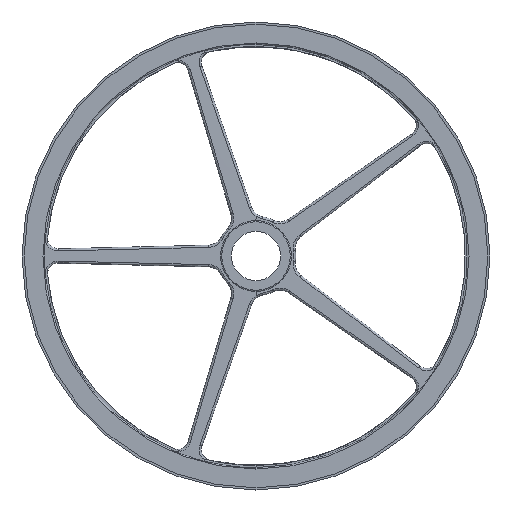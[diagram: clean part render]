
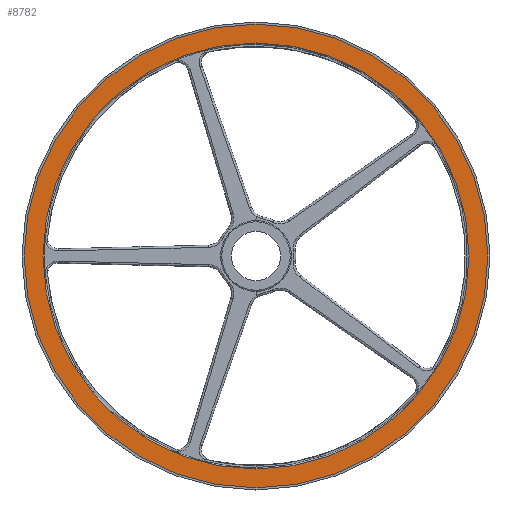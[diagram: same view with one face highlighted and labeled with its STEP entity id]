
A CAD part, left-side view. The second image highlights one B-rep face of the part: STEP entity #8782.
In plain terms, the highlighted planar face has unit normal (-1, 0, 0).
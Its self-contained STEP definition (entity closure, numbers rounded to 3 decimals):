
#50 = CARTESIAN_POINT ( 'NONE',  ( -13.25, 0., 0. ) ) ;
#294 = DIRECTION ( 'NONE',  ( 0., 0., 1. ) ) ;
#338 = DIRECTION ( 'NONE',  ( 0., 0., -1. ) ) ;
#418 = CIRCLE ( 'NONE', #5097, 321. ) ;
#432 = CIRCLE ( 'NONE', #9103, 321. ) ;
#455 = DIRECTION ( 'NONE',  ( -1., 0., 0. ) ) ;
#622 = CARTESIAN_POINT ( 'NONE',  ( -13.25, 0., 0. ) ) ;
#676 = EDGE_LOOP ( 'NONE', ( #3777, #9016 ) ) ;
#852 = DIRECTION ( 'NONE',  ( 1., 0., 0. ) ) ;
#860 = FACE_OUTER_BOUND ( 'NONE', #10796, .T. ) ;
#1667 = VERTEX_POINT ( 'NONE', #4308 ) ;
#2661 = DIRECTION ( 'NONE',  ( -1., 0., 0. ) ) ;
#2738 = CARTESIAN_POINT ( 'NONE',  ( -13.25, 295., 0. ) ) ;
#2815 = VERTEX_POINT ( 'NONE', #9816 ) ;
#3098 = DIRECTION ( 'NONE',  ( -1., 0., 0. ) ) ;
#3536 = ORIENTED_EDGE ( 'NONE', *, *, #5178, .T. ) ;
#3550 = DIRECTION ( 'NONE',  ( 0., 0., 1. ) ) ;
#3777 = ORIENTED_EDGE ( 'NONE', *, *, #6849, .F. ) ;
#4032 = DIRECTION ( 'NONE',  ( 0., 0., 1. ) ) ;
#4157 = EDGE_CURVE ( 'NONE', #11309, #1667, #7916, .T. ) ;
#4224 = DIRECTION ( 'NONE',  ( -1., 0., 0. ) ) ;
#4308 = CARTESIAN_POINT ( 'NONE',  ( -13.25, 0., 295. ) ) ;
#4776 = DIRECTION ( 'NONE',  ( 0., 0., 1. ) ) ;
#5097 = AXIS2_PLACEMENT_3D ( 'NONE', #50, #4224, #294 ) ;
#5178 = EDGE_CURVE ( 'NONE', #2815, #9560, #418, .T. ) ;
#5651 = CIRCLE ( 'NONE', #10360, 295. ) ;
#5798 = EDGE_CURVE ( 'NONE', #9560, #2815, #432, .T. ) ;
#6416 = FACE_BOUND ( 'NONE', #676, .T. ) ;
#6849 = EDGE_CURVE ( 'NONE', #1667, #11309, #5651, .T. ) ;
#7112 = CARTESIAN_POINT ( 'NONE',  ( -13.25, 0., 0. ) ) ;
#7916 = CIRCLE ( 'NONE', #8571, 295. ) ;
#8571 = AXIS2_PLACEMENT_3D ( 'NONE', #622, #455, #4776 ) ;
#8782 = ADVANCED_FACE ( 'NONE', ( #6416, #860 ), #10608, .F. ) ;
#9016 = ORIENTED_EDGE ( 'NONE', *, *, #4157, .F. ) ;
#9036 = ORIENTED_EDGE ( 'NONE', *, *, #5798, .T. ) ;
#9103 = AXIS2_PLACEMENT_3D ( 'NONE', #10227, #3098, #4032 ) ;
#9560 = VERTEX_POINT ( 'NONE', #9922 ) ;
#9816 = CARTESIAN_POINT ( 'NONE',  ( -13.25, 0., -321. ) ) ;
#9922 = CARTESIAN_POINT ( 'NONE',  ( -13.25, 0., 321. ) ) ;
#10227 = CARTESIAN_POINT ( 'NONE',  ( -13.25, 0., 0. ) ) ;
#10360 = AXIS2_PLACEMENT_3D ( 'NONE', #7112, #2661, #3550 ) ;
#10608 = PLANE ( 'NONE',  #10811 ) ;
#10796 = EDGE_LOOP ( 'NONE', ( #9036, #3536 ) ) ;
#10811 = AXIS2_PLACEMENT_3D ( 'NONE', #2738, #852, #338 ) ;
#11195 = CARTESIAN_POINT ( 'NONE',  ( -13.25, 0., -295. ) ) ;
#11309 = VERTEX_POINT ( 'NONE', #11195 ) ;
